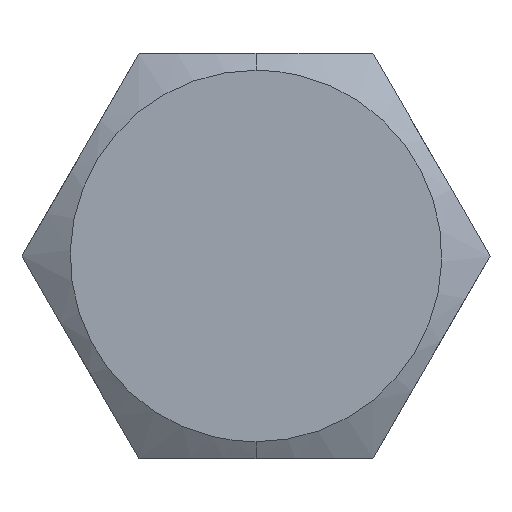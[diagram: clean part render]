
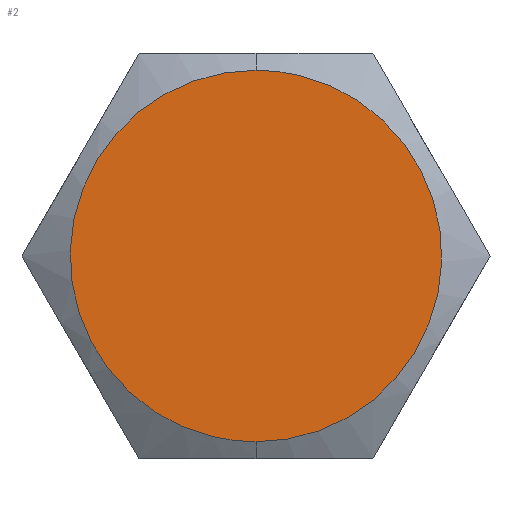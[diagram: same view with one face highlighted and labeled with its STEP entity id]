
A CAD part, left-side view. The second image highlights one B-rep face of the part: STEP entity #2.
In plain terms, the highlighted free-form (B-spline) face has degree [1, 1] with [2, 2] control points.
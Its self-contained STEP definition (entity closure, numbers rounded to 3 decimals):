
#2 = ADVANCED_FACE ( 'NONE', ( #2305 ), #2065, .F. ) ;
#10 = CARTESIAN_POINT ( 'NONE',  ( 0., 4.877, -9.886 ) ) ;
#27 = CARTESIAN_POINT ( 'NONE',  ( 0., -7.267, 8.289 ) ) ;
#38 = CARTESIAN_POINT ( 'NONE',  ( 0., 0., 11. ) ) ;
#51 = CARTESIAN_POINT ( 'NONE',  ( 0., 11.132, 11.132 ) ) ;
#54 = CARTESIAN_POINT ( 'NONE',  ( 0., -4.877, -9.886 ) ) ;
#81 = CARTESIAN_POINT ( 'NONE',  ( 0., -8.289, -7.267 ) ) ;
#439 = EDGE_CURVE ( 'NONE', #1872, #5684, #5954, .T. ) ;
#453 = CARTESIAN_POINT ( 'NONE',  ( 0., 7.267, -8.289 ) ) ;
#486 = CARTESIAN_POINT ( 'NONE',  ( 0., 5.511, 9.547 ) ) ;
#562 = CARTESIAN_POINT ( 'NONE',  ( 0., -11., -0.722 ) ) ;
#595 = CARTESIAN_POINT ( 'NONE',  ( 0., 9.886, -4.877 ) ) ;
#623 = CARTESIAN_POINT ( 'NONE',  ( 0., -8.745, 6.712 ) ) ;
#906 = CARTESIAN_POINT ( 'NONE',  ( 0., 10.648, -2.854 ) ) ;
#937 = CARTESIAN_POINT ( 'NONE',  ( 0., 3.542, -10.439 ) ) ;
#951 = CARTESIAN_POINT ( 'NONE',  ( 0., -11.132, 11.132 ) ) ;
#955 = CARTESIAN_POINT ( 'NONE',  ( 0., -3.542, 10.439 ) ) ;
#1008 = CARTESIAN_POINT ( 'NONE',  ( 0., -10.648, -2.854 ) ) ;
#1047 = CARTESIAN_POINT ( 'NONE',  ( 0., 8.289, 7.267 ) ) ;
#1075 = CARTESIAN_POINT ( 'NONE',  ( 0., -9.547, 5.511 ) ) ;
#1412 = CARTESIAN_POINT ( 'NONE',  ( 0., -6.712, 8.745 ) ) ;
#1423 = CARTESIAN_POINT ( 'NONE',  ( 0., 0.722, -11. ) ) ;
#1442 = CARTESIAN_POINT ( 'NONE',  ( 0., -3.542, -10.439 ) ) ;
#1469 = CARTESIAN_POINT ( 'NONE',  ( 0., 0., -11. ) ) ;
#1500 = CARTESIAN_POINT ( 'NONE',  ( 0., -0.722, -11. ) ) ;
#1531 = CARTESIAN_POINT ( 'NONE',  ( 0., -10.648, 2.854 ) ) ;
#1624 = CARTESIAN_POINT ( 'NONE',  ( 0., -0.722, 11. ) ) ;
#1659 = CARTESIAN_POINT ( 'NONE',  ( 0., 0., -11. ) ) ;
#1799 = CARTESIAN_POINT ( 'NONE',  ( 0., 1.438, -10.93 ) ) ;
#1829 = CARTESIAN_POINT ( 'NONE',  ( 0., 9.547, -5.511 ) ) ;
#1864 = CARTESIAN_POINT ( 'NONE',  ( 0., 0., -11. ) ) ;
#1872 = VERTEX_POINT ( 'NONE', #5244 ) ;
#1895 = CARTESIAN_POINT ( 'NONE',  ( 0., 0.722, 11. ) ) ;
#2000 = CARTESIAN_POINT ( 'NONE',  ( 0., -5.511, -9.547 ) ) ;
#2058 = CARTESIAN_POINT ( 'NONE',  ( 0., -1.438, 10.93 ) ) ;
#2065 = B_SPLINE_SURFACE_WITH_KNOTS ( 'NONE', 1, 1, ( 
 ( #951, #51 ),
 ( #5526, #2830 ) ),
 .UNSPECIFIED., .F., .F., .F.,
 ( 2, 2 ),
 ( 2, 2 ),
 ( 0., 1. ),
 ( 0., 1. ),
 .UNSPECIFIED. ) ;
#2259 = CARTESIAN_POINT ( 'NONE',  ( 0., 8.745, 6.712 ) ) ;
#2279 = ORIENTED_EDGE ( 'NONE', *, *, #439, .T. ) ;
#2290 = CARTESIAN_POINT ( 'NONE',  ( 0., 9.547, 5.511 ) ) ;
#2305 = FACE_OUTER_BOUND ( 'NONE', #2954, .T. ) ;
#2408 = EDGE_CURVE ( 'NONE', #5684, #1872, #4639, .T. ) ;
#2458 = CARTESIAN_POINT ( 'NONE',  ( 0., 7.267, 8.289 ) ) ;
#2484 = CARTESIAN_POINT ( 'NONE',  ( 0., -10.439, 3.542 ) ) ;
#2575 = CARTESIAN_POINT ( 'NONE',  ( 0., -2.854, 10.648 ) ) ;
#2718 = CARTESIAN_POINT ( 'NONE',  ( 0., 8.289, -7.267 ) ) ;
#2778 = CARTESIAN_POINT ( 'NONE',  ( 0., 11., -0.722 ) ) ;
#2813 = CARTESIAN_POINT ( 'NONE',  ( 0., 4.877, 9.886 ) ) ;
#2830 = CARTESIAN_POINT ( 'NONE',  ( 0., 11.132, -11.132 ) ) ;
#2885 = CARTESIAN_POINT ( 'NONE',  ( 0., -10.439, -3.542 ) ) ;
#2924 = CARTESIAN_POINT ( 'NONE',  ( 0., 10.439, 3.542 ) ) ;
#2954 = EDGE_LOOP ( 'NONE', ( #2279, #3195 ) ) ;
#3181 = CARTESIAN_POINT ( 'NONE',  ( 0., 10.93, 1.438 ) ) ;
#3195 = ORIENTED_EDGE ( 'NONE', *, *, #2408, .T. ) ;
#3241 = CARTESIAN_POINT ( 'NONE',  ( 0., 8.745, -6.712 ) ) ;
#3289 = CARTESIAN_POINT ( 'NONE',  ( 0., -5.511, 9.547 ) ) ;
#3320 = CARTESIAN_POINT ( 'NONE',  ( 0., -7.267, -8.289 ) ) ;
#3409 = CARTESIAN_POINT ( 'NONE',  ( 0., -9.886, 4.877 ) ) ;
#3740 = CARTESIAN_POINT ( 'NONE',  ( 0., -8.745, -6.712 ) ) ;
#3797 = CARTESIAN_POINT ( 'NONE',  ( 0., -9.547, -5.511 ) ) ;
#3856 = CARTESIAN_POINT ( 'NONE',  ( 0., -11., 0.722 ) ) ;
#4123 = CARTESIAN_POINT ( 'NONE',  ( 0., 9.886, 4.877 ) ) ;
#4187 = CARTESIAN_POINT ( 'NONE',  ( 0., 5.511, -9.547 ) ) ;
#4219 = CARTESIAN_POINT ( 'NONE',  ( 0., 2.854, 10.648 ) ) ;
#4639 = B_SPLINE_CURVE_WITH_KNOTS ( 'NONE', 3,
 ( #1469, #1500, #5227, #5258, #1442, #54, #2000, #4810, #3320, #81, #3740, #3797, #5646, #2885, #1008, #4746, #562, #3856, #5701, #1531, #2484, #3409, #1075, #623, #5588, #27, #1412, #3289, #5136, #955, #2575, #2058, #1624, #5294 ),
 .UNSPECIFIED., .F., .F.,
 ( 4, 2, 2, 2, 2, 2, 2, 2, 2, 2, 2, 2, 2, 2, 2, 2, 4 ),
 ( 0., 0.196, 0.393, 0.589, 0.785, 0.982, 1.178, 1.374, 1.571, 1.767, 1.963, 2.16, 2.356, 2.553, 2.749, 2.945, 3.142 ),
 .UNSPECIFIED. ) ;
#4644 = CARTESIAN_POINT ( 'NONE',  ( 0., 10.648, 2.854 ) ) ;
#4674 = CARTESIAN_POINT ( 'NONE',  ( 0., 1.438, 10.93 ) ) ;
#4746 = CARTESIAN_POINT ( 'NONE',  ( 0., -10.93, -1.438 ) ) ;
#4781 = CARTESIAN_POINT ( 'NONE',  ( 0., 11., 0.722 ) ) ;
#4810 = CARTESIAN_POINT ( 'NONE',  ( 0., -6.712, -8.745 ) ) ;
#5029 = CARTESIAN_POINT ( 'NONE',  ( 0., 6.712, -8.745 ) ) ;
#5117 = CARTESIAN_POINT ( 'NONE',  ( 0., 10.439, -3.542 ) ) ;
#5136 = CARTESIAN_POINT ( 'NONE',  ( 0., -4.877, 9.886 ) ) ;
#5227 = CARTESIAN_POINT ( 'NONE',  ( 0., -1.438, -10.93 ) ) ;
#5232 = CARTESIAN_POINT ( 'NONE',  ( 0., 6.712, 8.745 ) ) ;
#5244 = CARTESIAN_POINT ( 'NONE',  ( 0., 0., 11. ) ) ;
#5258 = CARTESIAN_POINT ( 'NONE',  ( 0., -2.854, -10.648 ) ) ;
#5294 = CARTESIAN_POINT ( 'NONE',  ( 0., 0., 11. ) ) ;
#5526 = CARTESIAN_POINT ( 'NONE',  ( 0., -11.132, -11.132 ) ) ;
#5588 = CARTESIAN_POINT ( 'NONE',  ( 0., -8.289, 7.267 ) ) ;
#5601 = CARTESIAN_POINT ( 'NONE',  ( 0., 2.854, -10.648 ) ) ;
#5646 = CARTESIAN_POINT ( 'NONE',  ( 0., -9.886, -4.877 ) ) ;
#5684 = VERTEX_POINT ( 'NONE', #1659 ) ;
#5701 = CARTESIAN_POINT ( 'NONE',  ( 0., -10.93, 1.438 ) ) ;
#5925 = CARTESIAN_POINT ( 'NONE',  ( 0., 10.93, -1.438 ) ) ;
#5952 = CARTESIAN_POINT ( 'NONE',  ( 0., 3.542, 10.439 ) ) ;
#5954 = B_SPLINE_CURVE_WITH_KNOTS ( 'NONE', 3,
 ( #38, #1895, #4674, #4219, #5952, #2813, #486, #5232, #2458, #1047, #2259, #2290, #4123, #2924, #4644, #3181, #4781, #2778, #5925, #906, #5117, #595, #1829, #3241, #2718, #453, #5029, #4187, #10, #937, #5601, #1799, #1423, #1864 ),
 .UNSPECIFIED., .F., .F.,
 ( 4, 2, 2, 2, 2, 2, 2, 2, 2, 2, 2, 2, 2, 2, 2, 2, 4 ),
 ( 0., 0.196, 0.393, 0.589, 0.785, 0.982, 1.178, 1.374, 1.571, 1.767, 1.963, 2.16, 2.356, 2.553, 2.749, 2.945, 3.142 ),
 .UNSPECIFIED. ) ;
